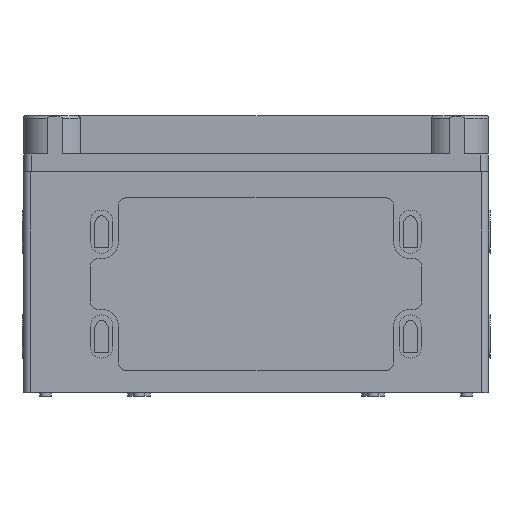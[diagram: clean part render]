
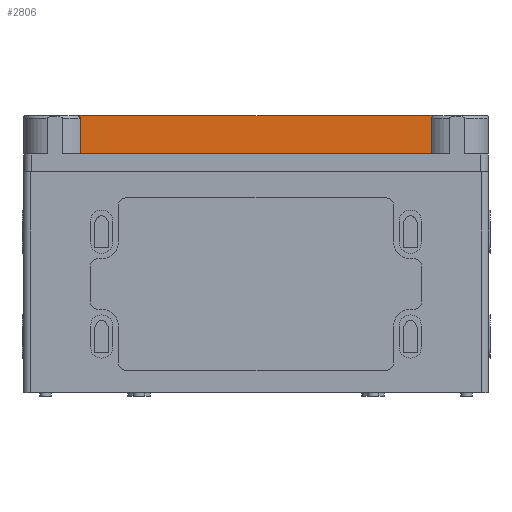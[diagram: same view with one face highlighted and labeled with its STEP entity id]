
A CAD part, left-side view. The second image highlights one B-rep face of the part: STEP entity #2806.
In plain terms, the highlighted planar face has unit normal (-1, 0, 0).
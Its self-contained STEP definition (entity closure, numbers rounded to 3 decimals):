
#2806 = ADVANCED_FACE( '', ( #6741 ), #6742, .F. );
#6741 = FACE_OUTER_BOUND( '', #11875, .T. );
#6742 = PLANE( '', #11876 );
#11875 = EDGE_LOOP( '', ( #20754, #20755, #20756, #20757, #20758, #20759 ) );
#11876 = AXIS2_PLACEMENT_3D( '', #20760, #20761, #20762 );
#20754 = ORIENTED_EDGE( '', *, *, #32601, .F. );
#20755 = ORIENTED_EDGE( '', *, *, #33329, .T. );
#20756 = ORIENTED_EDGE( '', *, *, #33330, .F. );
#20757 = ORIENTED_EDGE( '', *, *, #33331, .T. );
#20758 = ORIENTED_EDGE( '', *, *, #32545, .F. );
#20759 = ORIENTED_EDGE( '', *, *, #33332, .F. );
#20760 = CARTESIAN_POINT( '', ( 6.4, 241.6, 30. ) );
#20761 = DIRECTION( '', ( 1., 0., 0. ) );
#20762 = DIRECTION( '', ( 0., 1., 0. ) );
#32545 = EDGE_CURVE( '', #40170, #40165, #40172, .F. );
#32601 = EDGE_CURVE( '', #40266, #40262, #40268, .T. );
#33329 = EDGE_CURVE( '', #40266, #41361, #41362, .T. );
#33330 = EDGE_CURVE( '', #41363, #41361, #41364, .T. );
#33331 = EDGE_CURVE( '', #41363, #40165, #41365, .T. );
#33332 = EDGE_CURVE( '', #40262, #40170, #41366, .T. );
#40165 = VERTEX_POINT( '', #50449 );
#40170 = VERTEX_POINT( '', #50455 );
#40172 = LINE( '', #50457, #50458 );
#40262 = VERTEX_POINT( '', #50576 );
#40266 = VERTEX_POINT( '', #50581 );
#40268 = LINE( '', #50583, #50584 );
#41361 = VERTEX_POINT( '', #52137 );
#41362 = B_SPLINE_CURVE_WITH_KNOTS( '', 3, ( #52138, #52139, #52140, #52141, #52142, #52143, #52144, #52145, #52146, #52147, #52148, #52149 ), .UNSPECIFIED., .F., .F., ( 4, 2, 2, 2, 2, 4 ), ( 0.006, 0.006, 0.007, 0.007, 0.008, 0.008 ), .UNSPECIFIED. );
#41363 = VERTEX_POINT( '', #52150 );
#41364 = LINE( '', #52151, #52152 );
#41365 = B_SPLINE_CURVE_WITH_KNOTS( '', 3, ( #52153, #52154, #52155, #52156, #52157, #52158, #52159, #52160, #52161, #52162, #52163, #52164, #52165, #52166 ), .UNSPECIFIED., .F., .F., ( 4, 2, 2, 2, 2, 2, 4 ), ( 0.009, 0.009, 0.01, 0.01, 0.01, 0.011, 0.011 ), .UNSPECIFIED. );
#41366 = LINE( '', #52167, #52168 );
#50449 = CARTESIAN_POINT( '', ( 6.4, 217.826, 28.5 ) );
#50455 = CARTESIAN_POINT( '', ( 6.4, 217.826, 9.5 ) );
#50457 = CARTESIAN_POINT( '', ( 6.4, 217.826, 0. ) );
#50458 = VECTOR( '', #60090, 1000. );
#50576 = CARTESIAN_POINT( '', ( 6.4, 30.174, 9.5 ) );
#50581 = CARTESIAN_POINT( '', ( 6.4, 30.174, 28.5 ) );
#50583 = CARTESIAN_POINT( '', ( 6.4, 30.174, 0. ) );
#50584 = VECTOR( '', #60180, 1000. );
#52137 = CARTESIAN_POINT( '', ( 6.4, 28.258, 30. ) );
#52138 = CARTESIAN_POINT( '', ( 6.4, 30.174, 28.5 ) );
#52139 = CARTESIAN_POINT( '', ( 6.4, 30.174, 28.725 ) );
#52140 = CARTESIAN_POINT( '', ( 6.4, 30.108, 28.95 ) );
#52141 = CARTESIAN_POINT( '', ( 6.4, 29.937, 29.24 ) );
#52142 = CARTESIAN_POINT( '', ( 6.4, 29.867, 29.33 ) );
#52143 = CARTESIAN_POINT( '', ( 6.4, 29.711, 29.493 ) );
#52144 = CARTESIAN_POINT( '', ( 6.4, 29.625, 29.565 ) );
#52145 = CARTESIAN_POINT( '', ( 6.4, 29.346, 29.758 ) );
#52146 = CARTESIAN_POINT( '', ( 6.4, 29.141, 29.849 ) );
#52147 = CARTESIAN_POINT( '', ( 6.4, 28.706, 29.971 ) );
#52148 = CARTESIAN_POINT( '', ( 6.4, 28.483, 30. ) );
#52149 = CARTESIAN_POINT( '', ( 6.4, 28.258, 30. ) );
#52150 = CARTESIAN_POINT( '', ( 6.4, 219.742, 30. ) );
#52151 = CARTESIAN_POINT( '', ( 6.4, 241.6, 30. ) );
#52152 = VECTOR( '', #61040, 1000. );
#52153 = CARTESIAN_POINT( '', ( 6.4, 219.742, 30. ) );
#52154 = CARTESIAN_POINT( '', ( 6.4, 219.519, 30. ) );
#52155 = CARTESIAN_POINT( '', ( 6.4, 219.294, 29.971 ) );
#52156 = CARTESIAN_POINT( '', ( 6.4, 218.97, 29.88 ) );
#52157 = CARTESIAN_POINT( '', ( 6.4, 218.864, 29.842 ) );
#52158 = CARTESIAN_POINT( '', ( 6.4, 218.661, 29.749 ) );
#52159 = CARTESIAN_POINT( '', ( 6.4, 218.561, 29.693 ) );
#52160 = CARTESIAN_POINT( '', ( 6.4, 218.376, 29.565 ) );
#52161 = CARTESIAN_POINT( '', ( 6.4, 218.29, 29.493 ) );
#52162 = CARTESIAN_POINT( '', ( 6.4, 218.134, 29.331 ) );
#52163 = CARTESIAN_POINT( '', ( 6.4, 218.064, 29.241 ) );
#52164 = CARTESIAN_POINT( '', ( 6.4, 217.892, 28.951 ) );
#52165 = CARTESIAN_POINT( '', ( 6.4, 217.826, 28.725 ) );
#52166 = CARTESIAN_POINT( '', ( 6.4, 217.826, 28.5 ) );
#52167 = CARTESIAN_POINT( '', ( 6.4, 4., 9.5 ) );
#52168 = VECTOR( '', #61041, 1000. );
#60090 = DIRECTION( '', ( 0., 0., -1. ) );
#60180 = DIRECTION( '', ( 0., 0., -1. ) );
#61040 = DIRECTION( '', ( 0., -1., 0. ) );
#61041 = DIRECTION( '', ( 0., 1., 0. ) );
